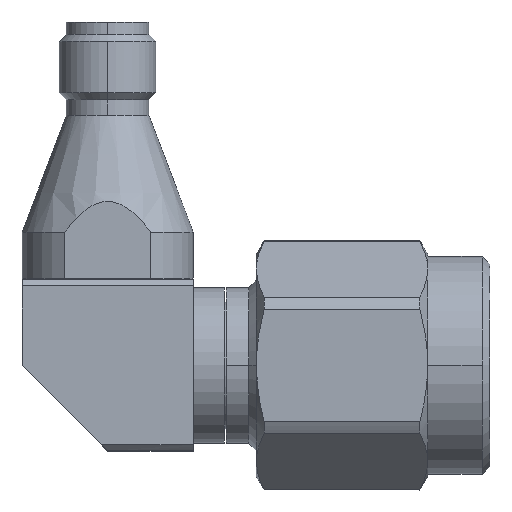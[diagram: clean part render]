
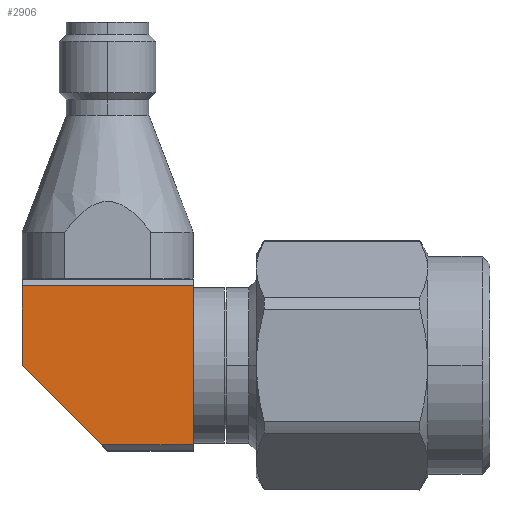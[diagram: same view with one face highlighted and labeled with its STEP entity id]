
A CAD part, top view. The second image highlights one B-rep face of the part: STEP entity #2906.
In plain terms, the highlighted planar face has unit normal (0, 0, 1).
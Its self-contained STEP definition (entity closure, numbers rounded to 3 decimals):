
#33 = DIRECTION ( 'NONE',  ( 1., 0., 0. ) ) ;
#80 = EDGE_CURVE ( 'NONE', #1711, #633, #2149, .T. ) ;
#81 = DIRECTION ( 'NONE',  ( 1., 0., 0. ) ) ;
#140 = DIRECTION ( 'NONE',  ( 1., 0., 0. ) ) ;
#380 = LINE ( 'NONE', #3163, #2467 ) ;
#414 = VECTOR ( 'NONE', #3364, 1000. ) ;
#423 = ORIENTED_EDGE ( 'NONE', *, *, #4403, .T. ) ;
#454 = CARTESIAN_POINT ( 'NONE',  ( -5.5, 5.099, 5.5 ) ) ;
#633 = VERTEX_POINT ( 'NONE', #4347 ) ;
#672 = DIRECTION ( 'NONE',  ( 0., -1., 0. ) ) ;
#681 = DIRECTION ( 'NONE',  ( 0., 0., 1. ) ) ;
#761 = VERTEX_POINT ( 'NONE', #1213 ) ;
#1176 = VERTEX_POINT ( 'NONE', #4316 ) ;
#1213 = CARTESIAN_POINT ( 'NONE',  ( 5.5, -5.099, 5.5 ) ) ;
#1236 = EDGE_CURVE ( 'NONE', #4344, #1176, #4401, .T. ) ;
#1389 = DIRECTION ( 'NONE',  ( 0., 1., 0. ) ) ;
#1509 = VECTOR ( 'NONE', #672, 1000. ) ;
#1605 = CARTESIAN_POINT ( 'NONE',  ( 0., -5.099, 5.5 ) ) ;
#1711 = VERTEX_POINT ( 'NONE', #454 ) ;
#1715 = PLANE ( 'NONE',  #2088 ) ;
#2088 = AXIS2_PLACEMENT_3D ( 'NONE', #3138, #681, #33 ) ;
#2103 = CARTESIAN_POINT ( 'NONE',  ( -5.5, 5.099, 5.5 ) ) ;
#2149 = LINE ( 'NONE', #2103, #2477 ) ;
#2273 = CARTESIAN_POINT ( 'NONE',  ( -5.5, 0., 5.5 ) ) ;
#2360 = EDGE_CURVE ( 'NONE', #633, #761, #4261, .T. ) ;
#2425 = EDGE_LOOP ( 'NONE', ( #4565, #423, #4100, #3640, #4575 ) ) ;
#2467 = VECTOR ( 'NONE', #1389, 1000. ) ;
#2477 = VECTOR ( 'NONE', #81, 1000. ) ;
#2531 = CARTESIAN_POINT ( 'NONE',  ( 5.5, -5.5, 5.5 ) ) ;
#2906 = ADVANCED_FACE ( 'NONE', ( #3887 ), #1715, .T. ) ;
#2935 = EDGE_CURVE ( 'NONE', #4344, #1711, #380, .T. ) ;
#3138 = CARTESIAN_POINT ( 'NONE',  ( 0., 0., 5.5 ) ) ;
#3163 = CARTESIAN_POINT ( 'NONE',  ( -5.5, 5.5, 5.5 ) ) ;
#3166 = VECTOR ( 'NONE', #140, 1000. ) ;
#3319 = LINE ( 'NONE', #1605, #3166 ) ;
#3364 = DIRECTION ( 'NONE',  ( 0.707, -0.707, 0. ) ) ;
#3640 = ORIENTED_EDGE ( 'NONE', *, *, #80, .F. ) ;
#3745 = CARTESIAN_POINT ( 'NONE',  ( -5.5, 0., 5.5 ) ) ;
#3887 = FACE_OUTER_BOUND ( 'NONE', #2425, .T. ) ;
#4100 = ORIENTED_EDGE ( 'NONE', *, *, #2360, .F. ) ;
#4261 = LINE ( 'NONE', #2531, #1509 ) ;
#4316 = CARTESIAN_POINT ( 'NONE',  ( -0.401, -5.099, 5.5 ) ) ;
#4344 = VERTEX_POINT ( 'NONE', #3745 ) ;
#4347 = CARTESIAN_POINT ( 'NONE',  ( 5.5, 5.099, 5.5 ) ) ;
#4401 = LINE ( 'NONE', #2273, #414 ) ;
#4403 = EDGE_CURVE ( 'NONE', #1176, #761, #3319, .T. ) ;
#4565 = ORIENTED_EDGE ( 'NONE', *, *, #1236, .T. ) ;
#4575 = ORIENTED_EDGE ( 'NONE', *, *, #2935, .F. ) ;
